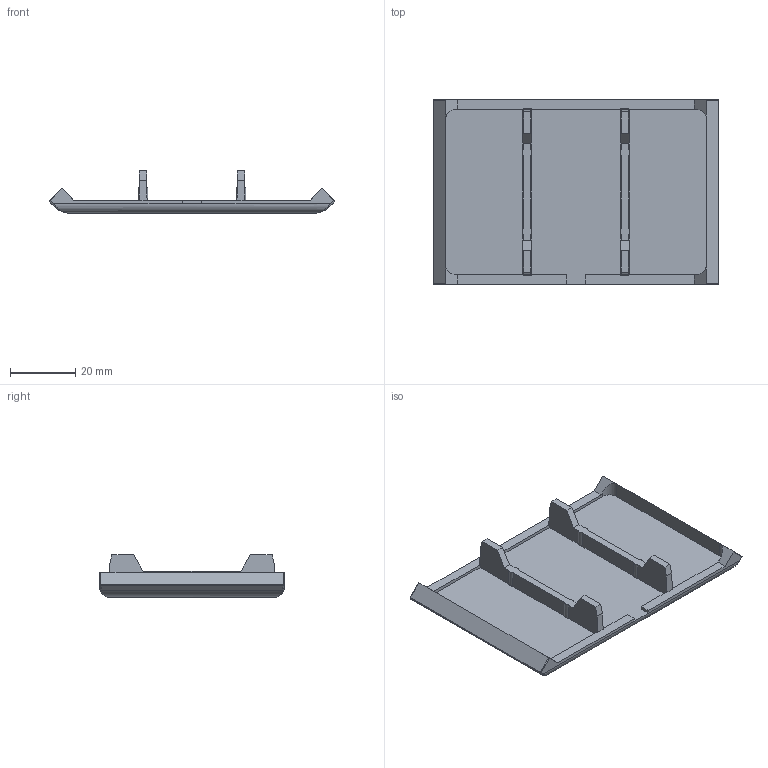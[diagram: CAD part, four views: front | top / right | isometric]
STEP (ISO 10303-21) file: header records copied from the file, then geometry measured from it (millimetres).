
FILE_DESCRIPTION (( 'STEP AP203' ), '1' );
FILE_NAME ('282523505_c_1.STEP', '2023-02-23T04:54:43', ( '' ), ( '' ), 'SwSTEP 2.0', 'SolidWorks 2014', '' );
FILE_SCHEMA (( 'CONFIG_CONTROL_DESIGN' ));
Length unit declared in the file: millimetre
Products named in the file (1): 282523505_c_1
Bounding box: 87.3 x 56.6 x 13 mm (x, y, z)
Volume: 17098.8 mm3; surface area: 12839.4 mm2
Topology: 1 solids, 1 shells, 97 faces, 271 edges, 172 vertices
Faces by surface type: plane 61, cylinder 28, bspline 8
Entity records: 3553 total; most frequent: CARTESIAN_POINT 1121, ORIENTED_EDGE 534, DIRECTION 439, EDGE_CURVE 267, VECTOR 179, LINE 179, VERTEX_POINT 172, AXIS2_PLACEMENT_3D 130
